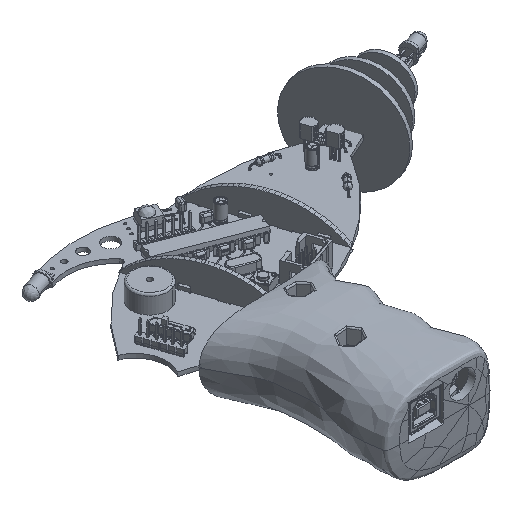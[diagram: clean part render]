
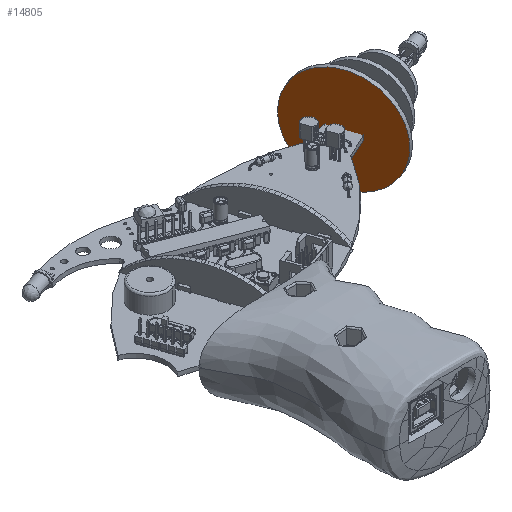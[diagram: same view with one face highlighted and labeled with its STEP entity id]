
A CAD part, isometric view. The second image highlights one B-rep face of the part: STEP entity #14805.
In plain terms, the highlighted face is planar.
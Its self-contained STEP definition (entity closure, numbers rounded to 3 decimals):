
#10506=(
BOUNDED_CURVE()
B_SPLINE_CURVE(2,(#108389,#108390,#108391,#108392,#108393,#108394,#108395,
#108396,#108397),.UNSPECIFIED.,.T.,.F.)
B_SPLINE_CURVE_WITH_KNOTS((3,2,2,2,3),(0.,31.416,62.832,
94.248,125.664),.UNSPECIFIED.)
CURVE()
GEOMETRIC_REPRESENTATION_ITEM()
RATIONAL_B_SPLINE_CURVE((1.,0.707,1.,0.707,1.,0.707,
1.,0.707,1.))
REPRESENTATION_ITEM('')
);
#14805=ADVANCED_FACE('',(#19324),#82994,.T.);
#19324=FACE_OUTER_BOUND('',#23843,.T.);
#23843=EDGE_LOOP('',(#29758));
#29758=ORIENTED_EDGE('',*,*,#53461,.F.);
#53461=EDGE_CURVE('',#75382,#75382,#10506,.T.);
#75382=VERTEX_POINT('',#108379);
#82994=PLANE('',#97533);
#97533=AXIS2_PLACEMENT_3D('',#108376,#102057,$);
#102057=DIRECTION('',(0.,0.,-1.));
#108376=CARTESIAN_POINT('',(24.,-24.,0.));
#108379=CARTESIAN_POINT('',(20.,0.,0.));
#108389=CARTESIAN_POINT('',(20.,0.,0.));
#108390=CARTESIAN_POINT('',(20.,20.,0.));
#108391=CARTESIAN_POINT('',(0.,20.,0.));
#108392=CARTESIAN_POINT('',(-20.,20.,0.));
#108393=CARTESIAN_POINT('',(-20.,0.,0.));
#108394=CARTESIAN_POINT('',(-20.,-20.,0.));
#108395=CARTESIAN_POINT('',(0.,-20.,0.));
#108396=CARTESIAN_POINT('',(20.,-20.,0.));
#108397=CARTESIAN_POINT('',(20.,0.,0.));
